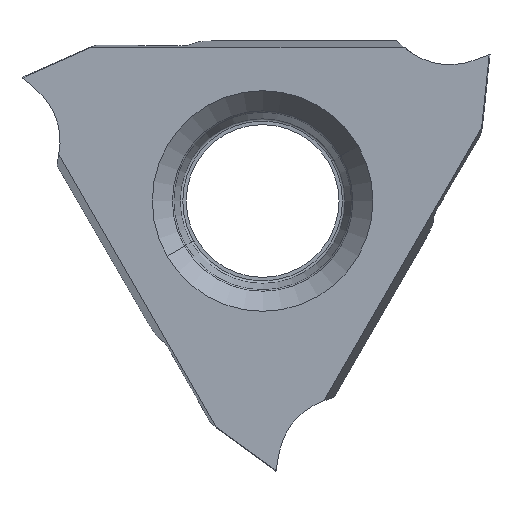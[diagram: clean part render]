
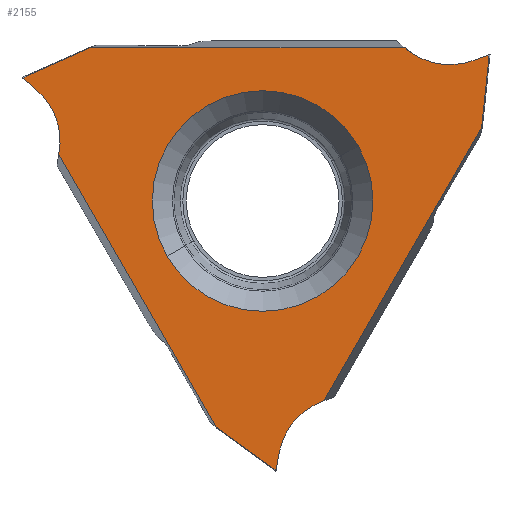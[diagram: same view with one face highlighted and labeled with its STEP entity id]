
A CAD part, left-side view. The second image highlights one B-rep face of the part: STEP entity #2155.
In plain terms, the highlighted planar face has unit normal (-1, 0, 0).
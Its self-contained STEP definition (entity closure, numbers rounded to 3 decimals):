
#235=CARTESIAN_POINT('',(0.,5.093,4.509));
#314=CARTESIAN_POINT('',(0.,-4.199,4.509));
#322=DIRECTION('',(0.,1.,0.));
#323=VECTOR('',#322,9.292);
#324=CARTESIAN_POINT('',(0.,-4.199,4.509));
#325=LINE('',#324,#323);
#337=DIRECTION('',(0.,-0.914,0.407));
#338=VECTOR('',#337,2.046);
#339=CARTESIAN_POINT('',(0.,6.963,3.677));
#340=LINE('',#339,#338);
#344=CARTESIAN_POINT('',(0.,-5.514,6.018));
#345=DIRECTION('',(1.,0.,0.));
#346=DIRECTION('',(0.,0.53,-0.848));
#347=AXIS2_PLACEMENT_3D('',#344,#345,#346);
#352=CARTESIAN_POINT('',(0.,-4.455,4.32));
#353=CARTESIAN_POINT('',(0.,-4.529,4.274));
#354=CARTESIAN_POINT('',(0.,-4.681,4.192));
#355=CARTESIAN_POINT('',(0.,-4.924,4.1));
#356=CARTESIAN_POINT('',(0.,-5.176,4.04));
#357=CARTESIAN_POINT('',(0.,-5.435,4.013));
#358=CARTESIAN_POINT('',(0.,-5.694,4.019));
#359=CARTESIAN_POINT('',(0.,-5.951,4.059));
#360=CARTESIAN_POINT('',(0.,-6.117,4.108));
#361=CARTESIAN_POINT('',(0.,-6.198,4.137));
#366=DIRECTION('',(0.,-0.139,-0.99));
#367=VECTOR('',#366,0.112);
#368=CARTESIAN_POINT('',(0.,-6.65,4.302));
#369=LINE('',#368,#367);
#373=DIRECTION('',(0.,0.104,-0.995));
#374=VECTOR('',#373,2.046);
#375=CARTESIAN_POINT('',(0.,-6.666,4.191));
#376=LINE('',#375,#374);
#380=CARTESIAN_POINT('',(0.,-2.454,-7.784));
#381=DIRECTION('',(1.,0.,0.));
#382=DIRECTION('',(0.,0.47,0.883));
#383=AXIS2_PLACEMENT_3D('',#380,#381,#382);
#388=CARTESIAN_POINT('',(0.,-1.514,-6.018));
#389=CARTESIAN_POINT('',(0.,-1.437,-6.059));
#390=CARTESIAN_POINT('',(0.,-1.29,-6.15));
#391=CARTESIAN_POINT('',(0.,-1.089,-6.314));
#392=CARTESIAN_POINT('',(0.,-0.91,-6.503));
#393=CARTESIAN_POINT('',(0.,-0.758,-6.713));
#394=CARTESIAN_POINT('',(0.,-0.634,-6.941));
#395=CARTESIAN_POINT('',(0.,-0.54,-7.183));
#396=CARTESIAN_POINT('',(0.,-0.499,-7.351));
#397=CARTESIAN_POINT('',(0.,-0.484,-7.436));
#402=DIRECTION('',(0.,0.927,0.375));
#403=VECTOR('',#402,0.112);
#404=CARTESIAN_POINT('',(0.,-0.4,-7.91));
#405=LINE('',#404,#403);
#409=DIRECTION('',(0.,0.809,0.588));
#410=VECTOR('',#409,2.046);
#411=CARTESIAN_POINT('',(0.,-0.297,
-7.868));
#412=LINE('',#411,#410);
#416=CARTESIAN_POINT('',(0.,7.969,1.767));
#417=DIRECTION('',(1.,0.,0.));
#418=DIRECTION('',(0.,-0.999,-0.034));
#419=AXIS2_PLACEMENT_3D('',#416,#417,#418);
#424=CARTESIAN_POINT('',(0.,5.969,1.698));
#425=CARTESIAN_POINT('',(0.,5.966,1.785));
#426=CARTESIAN_POINT('',(0.,5.971,1.958));
#427=CARTESIAN_POINT('',(0.,6.013,2.214));
#428=CARTESIAN_POINT('',(0.,6.087,2.463));
#429=CARTESIAN_POINT('',(0.,6.193,2.7));
#430=CARTESIAN_POINT('',(0.,6.328,2.922));
#431=CARTESIAN_POINT('',(0.,6.491,3.124));
#432=CARTESIAN_POINT('',(0.,6.616,3.243));
#433=CARTESIAN_POINT('',(0.,6.682,3.299));
#438=DIRECTION('',(0.,-0.788,0.615));
#439=VECTOR('',#438,0.112);
#440=CARTESIAN_POINT('',(0.,7.051,3.608));
#441=LINE('',#440,#439);
#445=CARTESIAN_POINT('',(0.,0.,0.));
#446=DIRECTION('',(1.,0.,0.));
#447=DIRECTION('',(0.,0.866,-0.5));
#448=AXIS2_PLACEMENT_3D('',#445,#446,#447);
#461=CARTESIAN_POINT('',(0.,0.,0.));
#462=DIRECTION('',(1.,0.,0.));
#463=DIRECTION('',(0.,-0.866,0.5));
#464=AXIS2_PLACEMENT_3D('',#461,#462,#463);
#650=CARTESIAN_POINT('',(0.,-6.65,4.302));
#660=DIRECTION('',(0.,0.94,-0.342));
#661=VECTOR('',#660,0.481);
#662=CARTESIAN_POINT('',(0.,-6.65,4.302));
#663=LINE('',#662,#661);
#736=CARTESIAN_POINT('',(0.,-6.452,2.156));
#815=CARTESIAN_POINT('',(0.,-1.806,-5.891));
#823=DIRECTION('',(0.,-0.5,0.866));
#824=VECTOR('',#823,9.292);
#825=CARTESIAN_POINT('',(0.,-1.806,-5.891));
#826=LINE('',#825,#824);
#1202=CARTESIAN_POINT('',(0.,6.005,1.382));
#1211=DIRECTION('',(0.,-0.5,-0.866));
#1212=VECTOR('',#1211,9.292);
#1213=CARTESIAN_POINT('',(0.,6.005,1.382));
#1214=LINE('',#1213,#1212);
#1223=CARTESIAN_POINT('',(0.,1.359,-6.666));
#1336=CARTESIAN_POINT('',(0.,-0.4,-7.91));
#1346=DIRECTION('',(0.,-0.174,0.985));
#1347=VECTOR('',#1346,0.481);
#1348=CARTESIAN_POINT('',(0.,-0.4,-7.91));
#1349=LINE('',#1348,#1347);
#1486=CARTESIAN_POINT('',(0.,7.051,3.608));
#1496=DIRECTION('',(0.,-0.766,-0.643));
#1497=VECTOR('',#1496,0.481);
#1498=CARTESIAN_POINT('',(0.,7.051,3.608));
#1499=LINE('',#1498,#1497);
#1731=CARTESIAN_POINT('',(0.,2.815,-1.625));
#1732=CARTESIAN_POINT('',(0.,-2.815,1.625));
#1733=VERTEX_POINT('',#1731);
#1734=VERTEX_POINT('',#1732);
#1739=VERTEX_POINT('',#424);
#1740=VERTEX_POINT('',#433);
#1741=VERTEX_POINT('',#1202);
#1765=VERTEX_POINT('',#314);
#1769=CARTESIAN_POINT('',(0.,-4.454,4.32));
#1770=VERTEX_POINT('',#1769);
#1771=VERTEX_POINT('',#361);
#1774=VERTEX_POINT('',#815);
#1783=CARTESIAN_POINT('',(0.,-1.514,-6.018));
#1784=VERTEX_POINT('',#1783);
#1785=VERTEX_POINT('',#397);
#1786=VERTEX_POINT('',#650);
#1790=VERTEX_POINT('',#1336);
#1794=VERTEX_POINT('',#1486);
#1799=VERTEX_POINT('',#235);
#1800=CARTESIAN_POINT('',(0.,6.963,3.677));
#1801=VERTEX_POINT('',#1800);
#1819=VERTEX_POINT('',#1223);
#1820=CARTESIAN_POINT('',(0.,-0.297,
-7.868));
#1821=VERTEX_POINT('',#1820);
#1827=VERTEX_POINT('',#736);
#1828=CARTESIAN_POINT('',(0.,-6.666,
4.191));
#1829=VERTEX_POINT('',#1828);
#2110=CARTESIAN_POINT('',(0.,0.578,-10.999));
#2111=DIRECTION('',(-1.,0.,0.));
#2112=DIRECTION('',(0.,-0.866,0.5));
#2113=AXIS2_PLACEMENT_3D('',#2110,#2111,#2112);
#2114=PLANE('',#2113);
#2115=ORIENTED_EDGE('',*,*,#2101,.T.);
#2116=ORIENTED_EDGE('',*,*,#2090,.F.);
#2118=ORIENTED_EDGE('',*,*,#2117,.F.);
#2119=ORIENTED_EDGE('',*,*,#1882,.T.);
#2121=ORIENTED_EDGE('',*,*,#2120,.F.);
#2123=ORIENTED_EDGE('',*,*,#2122,.T.);
#2125=ORIENTED_EDGE('',*,*,#2124,.T.);
#2127=ORIENTED_EDGE('',*,*,#2126,.F.);
#2129=ORIENTED_EDGE('',*,*,#2128,.F.);
#2131=ORIENTED_EDGE('',*,*,#2130,.T.);
#2133=ORIENTED_EDGE('',*,*,#2132,.F.);
#2135=ORIENTED_EDGE('',*,*,#2134,.T.);
#2137=ORIENTED_EDGE('',*,*,#2136,.T.);
#2139=ORIENTED_EDGE('',*,*,#2138,.F.);
#2141=ORIENTED_EDGE('',*,*,#2140,.F.);
#2142=ORIENTED_EDGE('',*,*,#1984,.T.);
#2144=ORIENTED_EDGE('',*,*,#2143,.F.);
#2146=ORIENTED_EDGE('',*,*,#2145,.T.);
#2147=EDGE_LOOP('',(#2115,#2116,#2118,#2119,#2121,#2123,#2125,#2127,#2129,#2131,
#2133,#2135,#2137,#2139,#2141,#2142,#2144,#2146));
#2148=FACE_OUTER_BOUND('',#2147,.F.);
#2150=ORIENTED_EDGE('',*,*,#2149,.F.);
#2152=ORIENTED_EDGE('',*,*,#2151,.F.);
#2153=EDGE_LOOP('',(#2150,#2152));
#2154=FACE_BOUND('',#2153,.F.);
#348=CIRCLE('',#347,2.001);
#362=B_SPLINE_CURVE_WITH_KNOTS('',3,(#352,#353,#354,#355,#356,#357,#358,#359,
#360,#361),.UNSPECIFIED.,.F.,.F.,(4,1,1,1,1,1,1,4),(0.,0.143,
0.286,0.429,0.571,0.714,
0.857,1.),.UNSPECIFIED.);
#384=CIRCLE('',#383,2.001);
#398=B_SPLINE_CURVE_WITH_KNOTS('',3,(#388,#389,#390,#391,#392,#393,#394,#395,
#396,#397),.UNSPECIFIED.,.F.,.F.,(4,1,1,1,1,1,1,4),(0.,0.143,
0.286,0.429,0.571,0.714,
0.857,1.),.UNSPECIFIED.);
#420=CIRCLE('',#419,2.001);
#434=B_SPLINE_CURVE_WITH_KNOTS('',3,(#424,#425,#426,#427,#428,#429,#430,#431,
#432,#433),.UNSPECIFIED.,.F.,.F.,(4,1,1,1,1,1,1,4),(0.,0.143,
0.286,0.429,0.571,0.714,
0.857,1.),.UNSPECIFIED.);
#449=CIRCLE('',#448,3.25);
#465=CIRCLE('',#464,3.25);
#1882=EDGE_CURVE('',#1770,#1771,#362,.T.);
#1984=EDGE_CURVE('',#1739,#1740,#434,.T.);
#2090=EDGE_CURVE('',#1765,#1799,#325,.T.);
#2101=EDGE_CURVE('',#1801,#1799,#340,.T.);
#2117=EDGE_CURVE('',#1770,#1765,#348,.T.);
#2120=EDGE_CURVE('',#1786,#1771,#663,.T.);
#2122=EDGE_CURVE('',#1786,#1829,#369,.T.);
#2124=EDGE_CURVE('',#1829,#1827,#376,.T.);
#2126=EDGE_CURVE('',#1774,#1827,#826,.T.);
#2128=EDGE_CURVE('',#1784,#1774,#384,.T.);
#2130=EDGE_CURVE('',#1784,#1785,#398,.T.);
#2132=EDGE_CURVE('',#1790,#1785,#1349,.T.);
#2134=EDGE_CURVE('',#1790,#1821,#405,.T.);
#2136=EDGE_CURVE('',#1821,#1819,#412,.T.);
#2138=EDGE_CURVE('',#1741,#1819,#1214,.T.);
#2140=EDGE_CURVE('',#1739,#1741,#420,.T.);
#2143=EDGE_CURVE('',#1794,#1740,#1499,.T.);
#2145=EDGE_CURVE('',#1794,#1801,#441,.T.);
#2149=EDGE_CURVE('',#1733,#1734,#449,.T.);
#2151=EDGE_CURVE('',#1734,#1733,#465,.T.);
#2155=ADVANCED_FACE('',(#2148,#2154),#2114,.T.);
